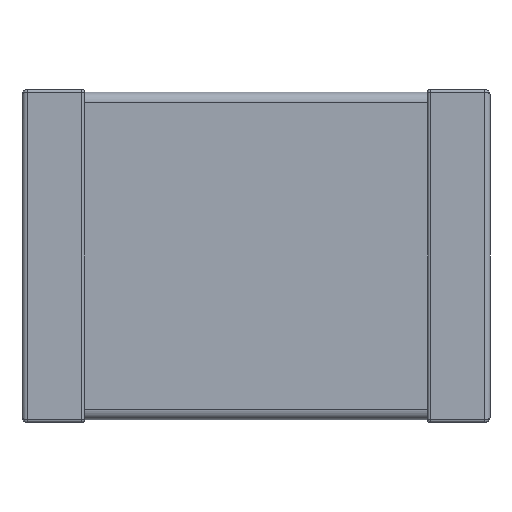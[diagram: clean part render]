
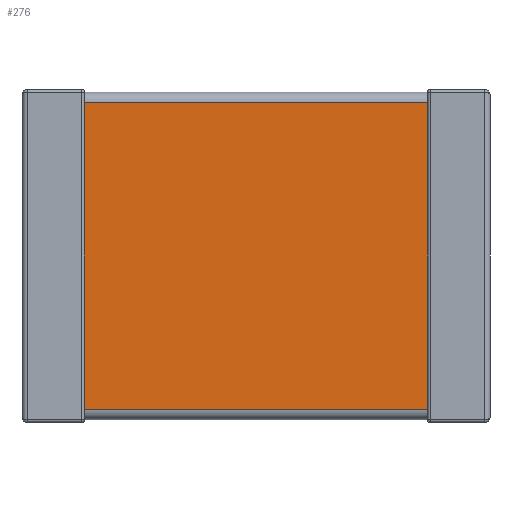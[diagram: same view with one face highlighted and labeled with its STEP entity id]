
A CAD part, front view. The second image highlights one B-rep face of the part: STEP entity #276.
In plain terms, the highlighted planar face has unit normal (0, -1, 0).
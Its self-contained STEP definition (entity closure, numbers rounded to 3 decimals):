
#43 = DIRECTION ( 'NONE',  ( 0., 1., 0. ) ) ;
#263 = EDGE_LOOP ( 'NONE', ( #2488, #2288, #2485, #1541 ) ) ;
#276 = ADVANCED_FACE ( 'NONE', ( #2102 ), #1486, .F. ) ;
#333 = CARTESIAN_POINT ( 'NONE',  ( 1.65, 0.025, -1.475 ) ) ;
#393 = VERTEX_POINT ( 'NONE', #1150 ) ;
#504 = EDGE_CURVE ( 'NONE', #393, #863, #2556, .T. ) ;
#578 = EDGE_CURVE ( 'NONE', #863, #2334, #2055, .T. ) ;
#642 = CARTESIAN_POINT ( 'NONE',  ( -1.65, 0.025, -1.475 ) ) ;
#733 = DIRECTION ( 'NONE',  ( -1., 0., 0. ) ) ;
#863 = VERTEX_POINT ( 'NONE', #642 ) ;
#893 = CARTESIAN_POINT ( 'NONE',  ( 1.65, 0.025, -1.575 ) ) ;
#1029 = LINE ( 'NONE', #1419, #2289 ) ;
#1049 = EDGE_CURVE ( 'NONE', #2329, #2334, #1029, .T. ) ;
#1150 = CARTESIAN_POINT ( 'NONE',  ( -1.65, 0.025, 1.475 ) ) ;
#1190 = VECTOR ( 'NONE', #1589, 1000. ) ;
#1207 = CARTESIAN_POINT ( 'NONE',  ( 1.65, 0.025, -1.475 ) ) ;
#1229 = DIRECTION ( 'NONE',  ( 0., 0., -1. ) ) ;
#1318 = VECTOR ( 'NONE', #1416, 1000. ) ;
#1416 = DIRECTION ( 'NONE',  ( 1., 0., 0. ) ) ;
#1419 = CARTESIAN_POINT ( 'NONE',  ( 1.65, 0.025, -1.575 ) ) ;
#1486 = PLANE ( 'NONE',  #2384 ) ;
#1541 = ORIENTED_EDGE ( 'NONE', *, *, #2237, .T. ) ;
#1589 = DIRECTION ( 'NONE',  ( 0., 0., -1. ) ) ;
#1779 = LINE ( 'NONE', #2557, #2589 ) ;
#1935 = CARTESIAN_POINT ( 'NONE',  ( 1.65, 0.025, 1.475 ) ) ;
#2055 = LINE ( 'NONE', #1207, #1318 ) ;
#2102 = FACE_OUTER_BOUND ( 'NONE', #263, .T. ) ;
#2235 = CARTESIAN_POINT ( 'NONE',  ( -1.65, 0.025, -1.575 ) ) ;
#2237 = EDGE_CURVE ( 'NONE', #2329, #393, #1779, .T. ) ;
#2288 = ORIENTED_EDGE ( 'NONE', *, *, #578, .T. ) ;
#2289 = VECTOR ( 'NONE', #1229, 1000. ) ;
#2294 = DIRECTION ( 'NONE',  ( 0., 0., 1. ) ) ;
#2329 = VERTEX_POINT ( 'NONE', #1935 ) ;
#2334 = VERTEX_POINT ( 'NONE', #333 ) ;
#2384 = AXIS2_PLACEMENT_3D ( 'NONE', #893, #43, #2294 ) ;
#2485 = ORIENTED_EDGE ( 'NONE', *, *, #1049, .F. ) ;
#2488 = ORIENTED_EDGE ( 'NONE', *, *, #504, .T. ) ;
#2556 = LINE ( 'NONE', #2235, #1190 ) ;
#2557 = CARTESIAN_POINT ( 'NONE',  ( 1.65, 0.025, 1.475 ) ) ;
#2589 = VECTOR ( 'NONE', #733, 1000. ) ;
